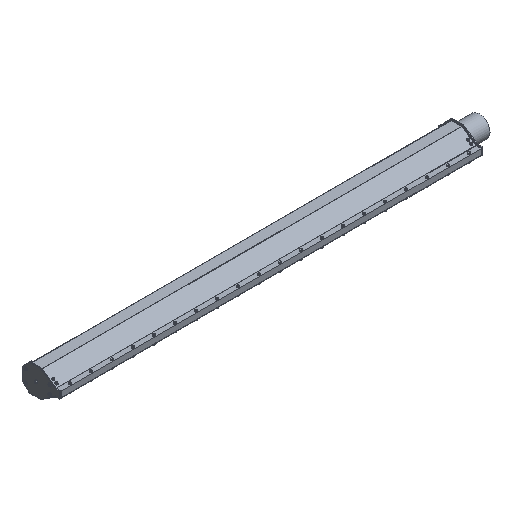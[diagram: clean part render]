
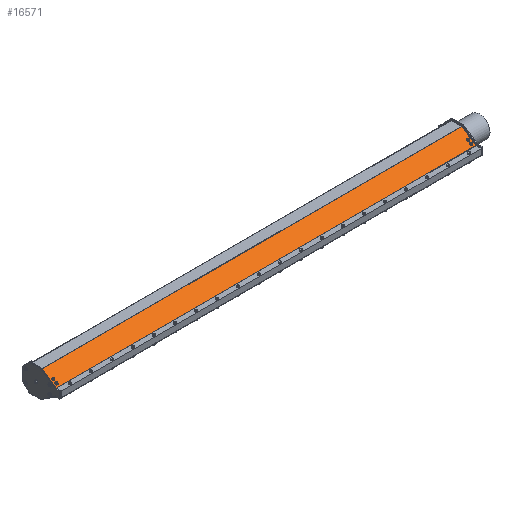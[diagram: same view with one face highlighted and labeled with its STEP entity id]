
A CAD part, isometric view. The second image highlights one B-rep face of the part: STEP entity #16571.
In plain terms, the highlighted planar face has unit normal (0, -0.537, 0.843).
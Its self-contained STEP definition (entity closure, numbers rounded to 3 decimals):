
#187=FACE_BOUND('',#4898,.T.);
#188=FACE_BOUND('',#4899,.T.);
#189=FACE_BOUND('',#4900,.T.);
#190=FACE_BOUND('',#4901,.T.);
#1032=LINE('',#68538,#1624);
#1039=LINE('',#68595,#1631);
#1042=LINE('',#68600,#1634);
#1043=LINE('',#68601,#1635);
#1624=VECTOR('',#20584,0.394);
#1631=VECTOR('',#20639,0.394);
#1634=VECTOR('',#20646,0.394);
#1635=VECTOR('',#20647,0.394);
#2134=PLANE('',#17976);
#3613=FACE_OUTER_BOUND('',#4897,.T.);
#4897=EDGE_LOOP('',(#12533,#12534,#12535,#12536));
#4898=EDGE_LOOP('',(#12537));
#4899=EDGE_LOOP('',(#12538));
#4900=EDGE_LOOP('',(#12539));
#4901=EDGE_LOOP('',(#12540));
#6952=CIRCLE('',#17702,0.177);
#6957=CIRCLE('',#17712,0.177);
#6972=CIRCLE('',#17742,0.177);
#6977=CIRCLE('',#17752,0.177);
#7893=VERTEX_POINT('',#67898);
#7898=VERTEX_POINT('',#67913);
#7913=VERTEX_POINT('',#67958);
#7918=VERTEX_POINT('',#67973);
#8111=VERTEX_POINT('',#68534);
#8112=VERTEX_POINT('',#68536);
#8137=VERTEX_POINT('',#68591);
#8138=VERTEX_POINT('',#68593);
#9513=EDGE_CURVE('',#7893,#7893,#6952,.T.);
#9518=EDGE_CURVE('',#7898,#7898,#6957,.T.);
#9533=EDGE_CURVE('',#7913,#7913,#6972,.T.);
#9538=EDGE_CURVE('',#7918,#7918,#6977,.T.);
#9800=EDGE_CURVE('',#8112,#8111,#1032,.T.);
#9829=EDGE_CURVE('',#8138,#8137,#1039,.T.);
#9832=EDGE_CURVE('',#8111,#8138,#1042,.T.);
#9833=EDGE_CURVE('',#8137,#8112,#1043,.T.);
#12533=ORIENTED_EDGE('',*,*,#9829,.F.);
#12534=ORIENTED_EDGE('',*,*,#9832,.F.);
#12535=ORIENTED_EDGE('',*,*,#9800,.F.);
#12536=ORIENTED_EDGE('',*,*,#9833,.F.);
#12537=ORIENTED_EDGE('',*,*,#9513,.F.);
#12538=ORIENTED_EDGE('',*,*,#9518,.F.);
#12539=ORIENTED_EDGE('',*,*,#9533,.F.);
#12540=ORIENTED_EDGE('',*,*,#9538,.F.);
#16571=ADVANCED_FACE('',(#3613,#187,#188,#189,#190),#2134,.T.);
#17702=AXIS2_PLACEMENT_3D('',#67899,#19915,#19916);
#17712=AXIS2_PLACEMENT_3D('',#67914,#19935,#19936);
#17742=AXIS2_PLACEMENT_3D('',#67959,#19995,#19996);
#17752=AXIS2_PLACEMENT_3D('',#67974,#20015,#20016);
#17976=AXIS2_PLACEMENT_3D('',#68599,#20644,#20645);
#19915=DIRECTION('center_axis',(0.,-0.537,
0.843));
#19916=DIRECTION('ref_axis',(-0.301,0.804,0.512));
#19935=DIRECTION('center_axis',(0.,-0.537,
0.843));
#19936=DIRECTION('ref_axis',(0.191,0.828,0.527));
#19995=DIRECTION('center_axis',(0.,-0.537,
0.843));
#19996=DIRECTION('ref_axis',(-0.9,0.367,0.234));
#20015=DIRECTION('center_axis',(0.,-0.537,
0.843));
#20016=DIRECTION('ref_axis',(0.985,0.145,0.092));
#20584=DIRECTION('',(1.,0.,0.));
#20639=DIRECTION('',(-1.,0.,0.));
#20644=DIRECTION('center_axis',(0.,-0.537,
0.843));
#20645=DIRECTION('ref_axis',(0.,-0.843,-0.537));
#20646=DIRECTION('',(0.,-0.843,-0.537));
#20647=DIRECTION('',(0.,0.843,0.537));
#67898=CARTESIAN_POINT('',(35.249,-1.994,0.41));
#67899=CARTESIAN_POINT('Origin',(35.195,-1.852,0.501));
#67913=CARTESIAN_POINT('',(-24.089,-1.998,0.407));
#67914=CARTESIAN_POINT('Origin',(-24.055,-1.852,0.501));
#67958=CARTESIAN_POINT('',(-23.895,-1.468,0.745));
#67959=CARTESIAN_POINT('Origin',(-24.055,-1.403,0.786));
#67973=CARTESIAN_POINT('',(35.021,-1.429,0.77));
#67974=CARTESIAN_POINT('Origin',(35.195,-1.403,0.786));
#68534=CARTESIAN_POINT('',(35.57,-0.128,1.599));
#68536=CARTESIAN_POINT('',(-24.43,-0.128,1.599));
#68538=CARTESIAN_POINT('',(-24.43,-0.128,1.599));
#68591=CARTESIAN_POINT('',(-24.43,-2.178,0.293));
#68593=CARTESIAN_POINT('',(35.57,-2.178,0.293));
#68595=CARTESIAN_POINT('',(-24.43,-2.178,0.293));
#68599=CARTESIAN_POINT('Origin',(-24.43,-0.113,1.608));
#68600=CARTESIAN_POINT('',(35.57,-2.185,0.288));
#68601=CARTESIAN_POINT('',(-24.43,-2.185,0.288));
